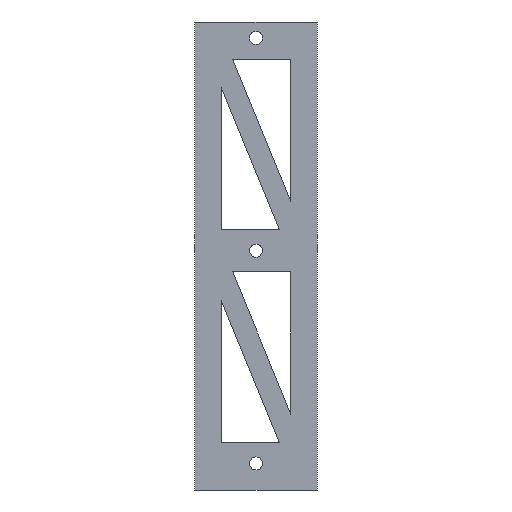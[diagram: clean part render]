
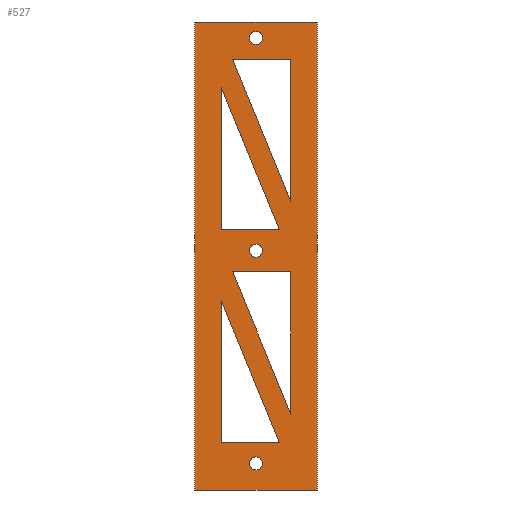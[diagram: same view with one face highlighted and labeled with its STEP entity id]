
A CAD part, front view. The second image highlights one B-rep face of the part: STEP entity #527.
In plain terms, the highlighted planar face has unit normal (0, -1, 0).
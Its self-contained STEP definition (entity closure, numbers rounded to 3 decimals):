
#22=FACE_BOUND('',#95,.T.);
#23=FACE_BOUND('',#96,.T.);
#24=FACE_BOUND('',#97,.T.);
#25=FACE_BOUND('',#98,.T.);
#26=FACE_BOUND('',#99,.T.);
#27=FACE_BOUND('',#100,.T.);
#28=FACE_BOUND('',#101,.T.);
#30=CIRCLE('',#565,3.05);
#32=CIRCLE('',#568,3.05);
#34=CIRCLE('',#571,3.05);
#62=FACE_OUTER_BOUND('',#94,.T.);
#94=EDGE_LOOP('',(#462,#463,#464,#465));
#95=EDGE_LOOP('',(#466,#467,#468));
#96=EDGE_LOOP('',(#469,#470,#471));
#97=EDGE_LOOP('',(#472,#473,#474));
#98=EDGE_LOOP('',(#475,#476,#477));
#99=EDGE_LOOP('',(#478));
#100=EDGE_LOOP('',(#479));
#101=EDGE_LOOP('',(#480));
#102=LINE('',#713,#165);
#106=LINE('',#721,#169);
#109=LINE('',#726,#172);
#111=LINE('',#731,#174);
#115=LINE('',#739,#178);
#118=LINE('',#744,#181);
#120=LINE('',#749,#183);
#124=LINE('',#757,#187);
#127=LINE('',#762,#190);
#129=LINE('',#767,#192);
#133=LINE('',#775,#196);
#136=LINE('',#780,#199);
#158=LINE('',#837,#221);
#160=LINE('',#841,#223);
#163=LINE('',#846,#226);
#164=LINE('',#848,#227);
#165=VECTOR('',#586,10.);
#169=VECTOR('',#592,10.);
#172=VECTOR('',#597,10.);
#174=VECTOR('',#601,10.);
#178=VECTOR('',#607,10.);
#181=VECTOR('',#612,10.);
#183=VECTOR('',#616,10.);
#187=VECTOR('',#622,10.);
#190=VECTOR('',#627,10.);
#192=VECTOR('',#631,10.);
#196=VECTOR('',#637,10.);
#199=VECTOR('',#642,10.);
#221=VECTOR('',#694,10.);
#223=VECTOR('',#698,10.);
#226=VECTOR('',#703,10.);
#227=VECTOR('',#706,10.);
#228=VERTEX_POINT('',#711);
#229=VERTEX_POINT('',#712);
#232=VERTEX_POINT('',#720);
#234=VERTEX_POINT('',#729);
#235=VERTEX_POINT('',#730);
#238=VERTEX_POINT('',#738);
#240=VERTEX_POINT('',#747);
#241=VERTEX_POINT('',#748);
#244=VERTEX_POINT('',#756);
#246=VERTEX_POINT('',#765);
#247=VERTEX_POINT('',#766);
#250=VERTEX_POINT('',#774);
#253=VERTEX_POINT('',#785);
#255=VERTEX_POINT('',#791);
#257=VERTEX_POINT('',#797);
#270=VERTEX_POINT('',#834);
#271=VERTEX_POINT('',#836);
#272=VERTEX_POINT('',#840);
#273=VERTEX_POINT('',#844);
#274=EDGE_CURVE('',#228,#229,#102,.T.);
#278=EDGE_CURVE('',#229,#232,#106,.T.);
#281=EDGE_CURVE('',#232,#228,#109,.T.);
#283=EDGE_CURVE('',#234,#235,#111,.T.);
#287=EDGE_CURVE('',#235,#238,#115,.T.);
#290=EDGE_CURVE('',#238,#234,#118,.T.);
#292=EDGE_CURVE('',#240,#241,#120,.T.);
#296=EDGE_CURVE('',#241,#244,#124,.T.);
#299=EDGE_CURVE('',#244,#240,#127,.T.);
#301=EDGE_CURVE('',#246,#247,#129,.T.);
#305=EDGE_CURVE('',#247,#250,#133,.T.);
#308=EDGE_CURVE('',#250,#246,#136,.T.);
#312=EDGE_CURVE('',#253,#253,#30,.T.);
#315=EDGE_CURVE('',#255,#255,#32,.T.);
#318=EDGE_CURVE('',#257,#257,#34,.T.);
#336=EDGE_CURVE('',#270,#271,#158,.T.);
#338=EDGE_CURVE('',#272,#270,#160,.T.);
#341=EDGE_CURVE('',#273,#272,#163,.T.);
#342=EDGE_CURVE('',#271,#273,#164,.T.);
#462=ORIENTED_EDGE('',*,*,#342,.F.);
#463=ORIENTED_EDGE('',*,*,#336,.F.);
#464=ORIENTED_EDGE('',*,*,#338,.F.);
#465=ORIENTED_EDGE('',*,*,#341,.F.);
#466=ORIENTED_EDGE('',*,*,#278,.T.);
#467=ORIENTED_EDGE('',*,*,#281,.T.);
#468=ORIENTED_EDGE('',*,*,#274,.T.);
#469=ORIENTED_EDGE('',*,*,#287,.T.);
#470=ORIENTED_EDGE('',*,*,#290,.T.);
#471=ORIENTED_EDGE('',*,*,#283,.T.);
#472=ORIENTED_EDGE('',*,*,#296,.T.);
#473=ORIENTED_EDGE('',*,*,#299,.T.);
#474=ORIENTED_EDGE('',*,*,#292,.T.);
#475=ORIENTED_EDGE('',*,*,#305,.T.);
#476=ORIENTED_EDGE('',*,*,#308,.T.);
#477=ORIENTED_EDGE('',*,*,#301,.T.);
#478=ORIENTED_EDGE('',*,*,#312,.T.);
#479=ORIENTED_EDGE('',*,*,#315,.T.);
#480=ORIENTED_EDGE('',*,*,#318,.T.);
#502=PLANE('',#581);
#527=ADVANCED_FACE('',(#62,#22,#23,#24,#25,#26,#27,#28),#502,.F.);
#565=AXIS2_PLACEMENT_3D('',#787,#649,#650);
#568=AXIS2_PLACEMENT_3D('',#793,#656,#657);
#571=AXIS2_PLACEMENT_3D('',#799,#663,#664);
#581=AXIS2_PLACEMENT_3D('',#849,#707,#708);
#586=DIRECTION('',(1.,0.,0.));
#592=DIRECTION('',(0.,0.,-1.));
#597=DIRECTION('',(-0.379,0.,0.925));
#601=DIRECTION('',(-1.,0.,0.));
#607=DIRECTION('',(0.,0.,1.));
#612=DIRECTION('',(0.379,0.,-0.925));
#616=DIRECTION('',(-1.,0.,0.));
#622=DIRECTION('',(0.,0.,1.));
#627=DIRECTION('',(0.379,0.,-0.925));
#631=DIRECTION('',(1.,0.,0.));
#637=DIRECTION('',(0.,0.,-1.));
#642=DIRECTION('',(-0.379,0.,0.925));
#649=DIRECTION('center_axis',(0.,1.,0.));
#650=DIRECTION('ref_axis',(1.,0.,0.));
#656=DIRECTION('center_axis',(0.,1.,0.));
#657=DIRECTION('ref_axis',(1.,0.,0.));
#663=DIRECTION('center_axis',(0.,1.,0.));
#664=DIRECTION('ref_axis',(1.,0.,0.));
#694=DIRECTION('',(1.,0.,0.));
#698=DIRECTION('',(0.,0.,1.));
#703=DIRECTION('',(-1.,0.,0.));
#706=DIRECTION('',(0.,0.,-1.));
#707=DIRECTION('center_axis',(0.,1.,0.));
#708=DIRECTION('ref_axis',(0.,0.,1.));
#711=CARTESIAN_POINT('',(17.903,0.,-117.5));
#712=CARTESIAN_POINT('',(45.25,0.,-117.5));
#713=CARTESIAN_POINT('',(37.063,0.,-117.5));
#720=CARTESIAN_POINT('',(45.25,0.,-184.302));
#721=CARTESIAN_POINT('',(45.25,0.,-147.151));
#726=CARTESIAN_POINT('',(17.375,0.,-116.212));
#729=CARTESIAN_POINT('',(39.847,0.,-97.5));
#730=CARTESIAN_POINT('',(12.5,0.,-97.5));
#731=CARTESIAN_POINT('',(20.688,0.,-97.5));
#738=CARTESIAN_POINT('',(12.5,0.,-30.698));
#739=CARTESIAN_POINT('',(12.5,0.,-70.349));
#744=CARTESIAN_POINT('',(41.251,0.,-100.929));
#747=CARTESIAN_POINT('',(39.847,0.,-197.5));
#748=CARTESIAN_POINT('',(12.5,0.,-197.5));
#749=CARTESIAN_POINT('',(20.687,0.,-197.5));
#756=CARTESIAN_POINT('',(12.5,0.,-130.698));
#757=CARTESIAN_POINT('',(12.5,0.,-120.349));
#762=CARTESIAN_POINT('',(23.72,0.,-158.106));
#765=CARTESIAN_POINT('',(17.903,0.,-17.5));
#766=CARTESIAN_POINT('',(45.25,0.,-17.5));
#767=CARTESIAN_POINT('',(37.063,0.,-17.5));
#774=CARTESIAN_POINT('',(45.25,0.,-84.302));
#775=CARTESIAN_POINT('',(45.25,0.,-97.151));
#780=CARTESIAN_POINT('',(34.906,0.,-59.035));
#785=CARTESIAN_POINT('',(25.825,0.,-207.5));
#787=CARTESIAN_POINT('Origin',(28.875,0.,-207.5));
#791=CARTESIAN_POINT('',(25.825,0.,-107.5));
#793=CARTESIAN_POINT('Origin',(28.875,0.,-107.5));
#797=CARTESIAN_POINT('',(25.825,0.,-7.5));
#799=CARTESIAN_POINT('Origin',(28.875,0.,-7.5));
#834=CARTESIAN_POINT('',(0.,0.,0.));
#836=CARTESIAN_POINT('',(57.75,0.,0.));
#837=CARTESIAN_POINT('',(0.,0.,0.));
#840=CARTESIAN_POINT('',(0.,0.,-220.));
#841=CARTESIAN_POINT('',(0.,0.,-220.));
#844=CARTESIAN_POINT('',(57.75,0.,-220.));
#846=CARTESIAN_POINT('',(57.75,0.,-220.));
#848=CARTESIAN_POINT('',(57.75,0.,0.));
#849=CARTESIAN_POINT('Origin',(28.875,0.,-110.));
